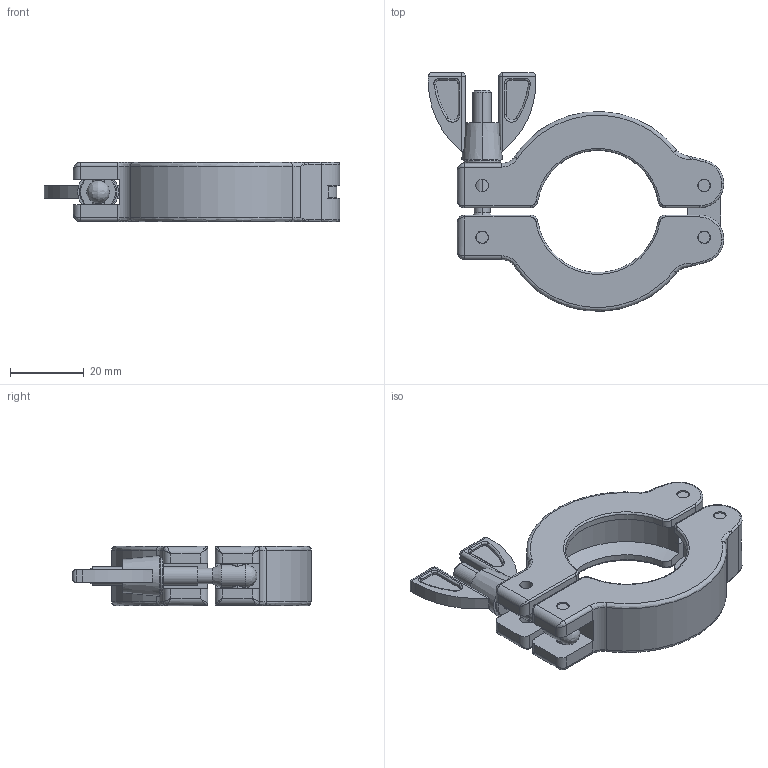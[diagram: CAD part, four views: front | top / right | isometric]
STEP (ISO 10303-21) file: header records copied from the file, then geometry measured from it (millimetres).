
FILE_DESCRIPTION (( 'STEP AP214' ), '1' );
FILE_NAME ('110BSR025.step', '2017-07-06T09:11:07', ( 'install' ), ( '' ), 'SwSTEP 2.0', 'SolidWorks 2015', '' );
FILE_SCHEMA (( 'AUTOMOTIVE_DESIGN' ));
Length unit declared in the file: millimetre
Products named in the file (1): 110BSR025
Bounding box: 79.84 x 64.47 x 16 mm (x, y, z)
Volume: 24432.4 mm3; surface area: 14885.7 mm2
Topology: 6 solids, 6 shells, 291 faces, 715 edges, 423 vertices
Faces by surface type: cylinder 134, plane 72, bspline 67, cone 18
Entity records: 10692 total; most frequent: CARTESIAN_POINT 4171, ORIENTED_EDGE 1378, DIRECTION 1322, EDGE_CURVE 689, AXIS2_PLACEMENT_3D 524, VERTEX_POINT 419, EDGE_LOOP 320, CIRCLE 299
